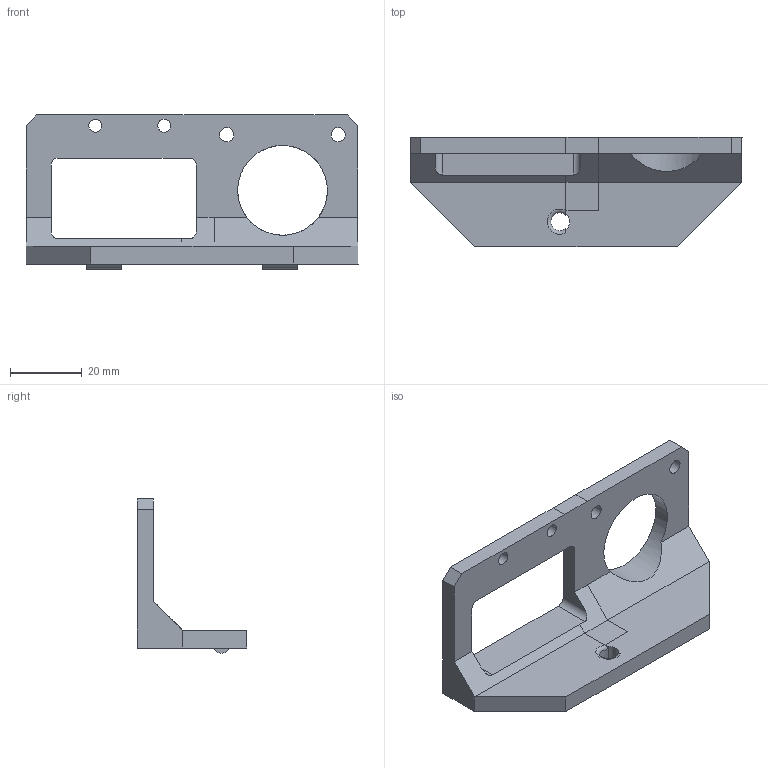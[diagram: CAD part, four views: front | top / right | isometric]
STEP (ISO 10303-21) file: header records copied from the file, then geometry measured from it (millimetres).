
FILE_DESCRIPTION(/* description */ (''),/* implementation_level */ '2;1');
FILE_NAME(/* name */ 'ATC_X_AXIS_MOTOR_MOUNT v11.step',/* time_stamp */ '2021-01-23T02:27:48+01:00',/* author */ (''),/* organization */ (''),/* preprocessor_version */ 'ST-DEVELOPER v18.1',/* originating_system */ 'Autodesk Translation Framework v9.7.1.1290',/* authorisation */ '');
FILE_SCHEMA (('AUTOMOTIVE_DESIGN { 1 0 10303 214 3 1 1 }'));
Length unit declared in the file: millimetre
Products named in the file (1): ATC_X_AXIS_MOTOR_MOUNT
Bounding box: 92.42 x 30.5 x 42.92 mm (x, y, z)
Volume: 23210.2 mm3; surface area: 11315.1 mm2
Topology: 1 solids, 1 shells, 47 faces, 132 edges, 85 vertices
Faces by surface type: plane 32, cylinder 13, bspline 1, torus 1
Full cylindrical faces by diameter (mm): 3.6 x2, 4 x2, 25 x1
Entity records: 1597 total; most frequent: CARTESIAN_POINT 315, ORIENTED_EDGE 264, DIRECTION 250, EDGE_CURVE 132, LINE 98, VECTOR 98, VERTEX_POINT 85, AXIS2_PLACEMENT_3D 76
